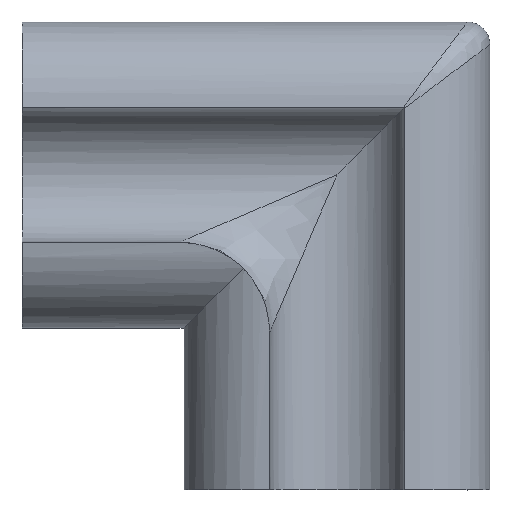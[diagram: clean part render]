
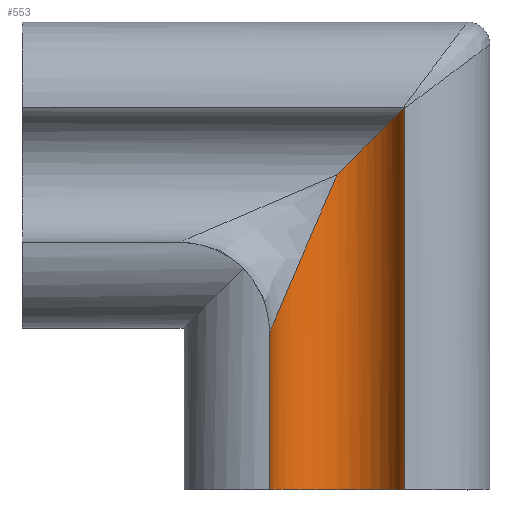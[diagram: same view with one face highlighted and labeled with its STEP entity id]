
A CAD part, top view. The second image highlights one B-rep face of the part: STEP entity #553.
In plain terms, the highlighted cylindrical face has radius 1.5 mm (diameter 3 mm), a partial arc.
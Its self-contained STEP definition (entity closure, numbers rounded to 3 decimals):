
#17=B_SPLINE_CURVE_WITH_KNOTS('',3,(#896,#897,#898,#899),.UNSPECIFIED.,
 .F.,.F.,(4,4),(0.,0.003),.UNSPECIFIED.);
#18=B_SPLINE_CURVE_WITH_KNOTS('',3,(#903,#904,#905,#906,#907,#908),
 .UNSPECIFIED.,.F.,.F.,(4,1,1,4),(0.002,0.449,
0.898,1.571),.UNSPECIFIED.);
#39=CIRCLE('',#612,1.5);
#43=ELLIPSE('',#611,2.121,1.5);
#50=CYLINDRICAL_SURFACE('',#610,1.5);
#77=FACE_OUTER_BOUND('',#108,.T.);
#108=EDGE_LOOP('',(#456,#457,#458,#459,#460,#461));
#167=LINE('',#910,#220);
#168=LINE('',#913,#221);
#220=VECTOR('',#744,10.);
#221=VECTOR('',#747,10.);
#264=VERTEX_POINT('',#894);
#265=VERTEX_POINT('',#895);
#266=VERTEX_POINT('',#900);
#267=VERTEX_POINT('',#902);
#268=VERTEX_POINT('',#909);
#269=VERTEX_POINT('',#911);
#336=EDGE_CURVE('',#264,#265,#17,.T.);
#337=EDGE_CURVE('',#264,#266,#43,.T.);
#338=EDGE_CURVE('',#267,#266,#18,.T.);
#339=EDGE_CURVE('',#268,#267,#167,.T.);
#340=EDGE_CURVE('',#269,#268,#39,.T.);
#341=EDGE_CURVE('',#269,#265,#168,.T.);
#456=ORIENTED_EDGE('',*,*,#336,.F.);
#457=ORIENTED_EDGE('',*,*,#337,.T.);
#458=ORIENTED_EDGE('',*,*,#338,.F.);
#459=ORIENTED_EDGE('',*,*,#339,.F.);
#460=ORIENTED_EDGE('',*,*,#340,.F.);
#461=ORIENTED_EDGE('',*,*,#341,.T.);
#553=ADVANCED_FACE('',(#77),#50,.F.);
#610=AXIS2_PLACEMENT_3D('',#893,#740,#741);
#611=AXIS2_PLACEMENT_3D('',#901,#742,#743);
#612=AXIS2_PLACEMENT_3D('',#912,#745,#746);
#740=DIRECTION('center_axis',(0.,1.,0.));
#741=DIRECTION('ref_axis',(-1.,0.,0.));
#742=DIRECTION('center_axis',(-0.707,0.707,0.));
#743=DIRECTION('ref_axis',(-0.707,-0.707,0.));
#744=DIRECTION('',(0.,1.,0.));
#745=DIRECTION('center_axis',(0.,1.,0.));
#746=DIRECTION('ref_axis',(-1.,0.,0.));
#747=DIRECTION('',(0.,1.,0.));
#893=CARTESIAN_POINT('Origin',(418.,-79.,306.4));
#894=CARTESIAN_POINT('',(419.5,-70.5,306.397));
#895=CARTESIAN_POINT('',(419.5,-70.525,306.397));
#896=CARTESIAN_POINT('Ctrl Pts',(419.5,-70.5,306.397));
#897=CARTESIAN_POINT('Ctrl Pts',(419.5,-70.508,306.397));
#898=CARTESIAN_POINT('Ctrl Pts',(419.5,-70.517,306.398));
#899=CARTESIAN_POINT('Ctrl Pts',(419.5,-70.525,306.398));
#900=CARTESIAN_POINT('',(418.,-72.,304.9));
#901=CARTESIAN_POINT('Origin',(418.,-72.,306.4));
#902=CARTESIAN_POINT('',(416.5,-75.5,306.397));
#903=CARTESIAN_POINT('Ctrl Pts',(416.5,-75.5,306.397));
#904=CARTESIAN_POINT('Ctrl Pts',(416.5,-75.499,306.174));
#905=CARTESIAN_POINT('Ctrl Pts',(416.603,-75.259,305.727));
#906=CARTESIAN_POINT('Ctrl Pts',(417.105,-74.088,305.097));
#907=CARTESIAN_POINT('Ctrl Pts',(417.664,-72.785,304.9));
#908=CARTESIAN_POINT('Ctrl Pts',(418.,-72.,304.9));
#909=CARTESIAN_POINT('',(416.5,-79.,306.397));
#910=CARTESIAN_POINT('',(416.5,-79.,306.397));
#911=CARTESIAN_POINT('',(419.5,-79.,306.397));
#912=CARTESIAN_POINT('Origin',(418.,-79.,306.4));
#913=CARTESIAN_POINT('',(419.5,-79.,306.397));
